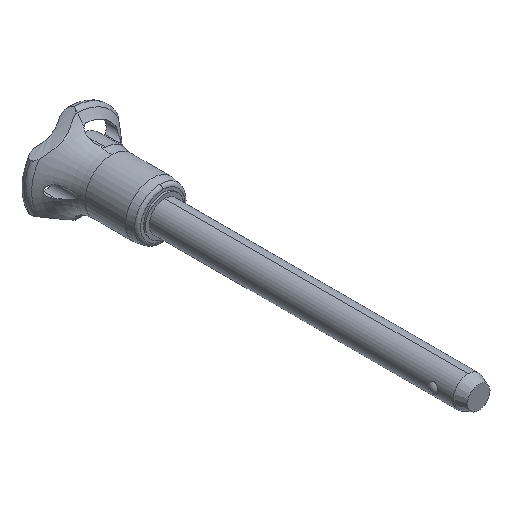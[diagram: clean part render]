
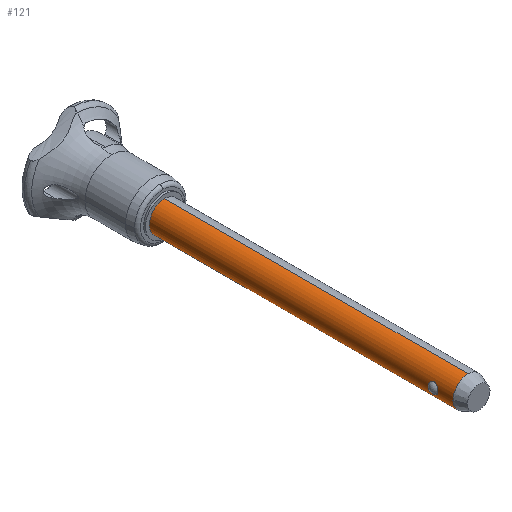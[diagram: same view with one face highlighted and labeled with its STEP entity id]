
A CAD part, isometric view. The second image highlights one B-rep face of the part: STEP entity #121.
In plain terms, the highlighted cylindrical face has radius 3.175 mm (diameter 6.35 mm), a partial arc.
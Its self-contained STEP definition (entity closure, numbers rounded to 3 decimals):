
#121=ADVANCED_FACE('',(#267,#268),#269,.T.);
#267=FACE_OUTER_BOUND('',#439,.T.);
#268=FACE_BOUND('',#440,.T.);
#269=CYLINDRICAL_SURFACE('',#441,3.175);
#439=EDGE_LOOP('',(#748,#749,#750,#751,#752));
#440=EDGE_LOOP('',(#753,#754));
#441=AXIS2_PLACEMENT_3D('',#755,#756,#757);
#748=ORIENTED_EDGE('',*,*,#1054,.F.);
#749=ORIENTED_EDGE('',*,*,#1173,.T.);
#750=ORIENTED_EDGE('',*,*,#1174,.T.);
#751=ORIENTED_EDGE('',*,*,#1056,.F.);
#752=ORIENTED_EDGE('',*,*,#1175,.F.);
#753=ORIENTED_EDGE('',*,*,#1176,.T.);
#754=ORIENTED_EDGE('',*,*,#1177,.T.);
#755=CARTESIAN_POINT('',(0.,-32.893,0.0));
#756=DIRECTION('',(0.,1.0,0.0));
#757=DIRECTION('',(0.0,0.0,-1.0));
#1054=EDGE_CURVE('',#1259,#1260,#1261,.T.);
#1056=EDGE_CURVE('',#1262,#1264,#1265,.T.);
#1173=EDGE_CURVE('',#1259,#1456,#1457,.T.);
#1174=EDGE_CURVE('',#1456,#1264,#1458,.T.);
#1175=EDGE_CURVE('',#1260,#1262,#1459,.T.);
#1176=EDGE_CURVE('',#1460,#1461,#1462,.T.);
#1177=EDGE_CURVE('',#1461,#1460,#1463,.T.);
#1259=VERTEX_POINT('',#1565);
#1260=VERTEX_POINT('',#1566);
#1261=LINE('',#1567,#1568);
#1262=VERTEX_POINT('',#1569);
#1264=VERTEX_POINT('',#1571);
#1265=LINE('',#1572,#1573);
#1456=VERTEX_POINT('',#2908);
#1457=CIRCLE('',#2909,3.175);
#1458=CIRCLE('',#2910,3.175);
#1459=CIRCLE('',#2911,3.175);
#1460=VERTEX_POINT('',#2912);
#1461=VERTEX_POINT('',#2913);
#1462=B_SPLINE_CURVE_WITH_KNOTS('',3,(#2914,#2915,#2916,#2917,#2918,#2919,#2920,#2921,#2922,#2923,#2924,#2925,#2926,#2927,#2928,#2929,#2930,#2931,#2932,#2933,#2934,#2935,#2936,#2937,#2938,#2939),.UNSPECIFIED.,.F.,.F.,(4,2,2,2,2,2,2,2,2,2,2,2,4),(0.0,0.342,0.684,0.852,1.02,1.311,1.601,1.892,2.183,2.351,2.519,2.861,3.203),.UNSPECIFIED.);
#1463=B_SPLINE_CURVE_WITH_KNOTS('',3,(#2940,#2941,#2942,#2943,#2944,#2945,#2946,#2947,#2948,#2949,#2950,#2951,#2952,#2953,#2954,#2955,#2956,#2957,#2958,#2959,#2960,#2961,#2962,#2963,#2964,#2965),.UNSPECIFIED.,.F.,.F.,(4,2,2,2,2,2,2,2,2,2,2,2,4),(3.203,3.545,3.887,4.055,4.223,4.514,4.804,5.095,5.386,5.554,5.722,6.064,6.406),.UNSPECIFIED.);
#1565=CARTESIAN_POINT('',(0.,-63.576,-3.175));
#1566=CARTESIAN_POINT('',(0.,0.0,-3.175));
#1567=CARTESIAN_POINT('',(0.,-32.893,-3.175));
#1568=VECTOR('',#3738,1.0);
#1569=CARTESIAN_POINT('',(0.,0.,3.175));
#1571=CARTESIAN_POINT('',(0.,-63.576,3.175));
#1572=CARTESIAN_POINT('',(0.,-32.893,3.175));
#1573=VECTOR('',#3742,1.0);
#2908=CARTESIAN_POINT('',(-3.175,-63.576,0.));
#2909=AXIS2_PLACEMENT_3D('',#3881,#3882,#3883);
#2910=AXIS2_PLACEMENT_3D('',#3884,#3885,#3886);
#2911=AXIS2_PLACEMENT_3D('',#3887,#3888,#3889);
#2912=CARTESIAN_POINT('',(-2.97,-59.416,1.123));
#2913=CARTESIAN_POINT('',(-2.97,-59.416,-1.123));
#2914=CARTESIAN_POINT('',(-2.97,-59.416,1.123));
#2915=CARTESIAN_POINT('',(-2.97,-59.53,1.123));
#2916=CARTESIAN_POINT('',(-2.979,-59.651,1.1));
#2917=CARTESIAN_POINT('',(-3.011,-59.874,1.01));
#2918=CARTESIAN_POINT('',(-3.033,-59.976,0.942));
#2919=CARTESIAN_POINT('',(-3.065,-60.098,0.828));
#2920=CARTESIAN_POINT('',(-3.077,-60.138,0.783));
#2921=CARTESIAN_POINT('',(-3.1,-60.211,0.687));
#2922=CARTESIAN_POINT('',(-3.111,-60.243,0.636));
#2923=CARTESIAN_POINT('',(-3.136,-60.315,0.503));
#2924=CARTESIAN_POINT('',(-3.151,-60.352,0.405));
#2925=CARTESIAN_POINT('',(-3.17,-60.402,0.202));
#2926=CARTESIAN_POINT('',(-3.175,-60.413,0.097));
#2927=CARTESIAN_POINT('',(-3.175,-60.413,-0.097));
#2928=CARTESIAN_POINT('',(-3.17,-60.402,-0.202));
#2929=CARTESIAN_POINT('',(-3.151,-60.352,-0.405));
#2930=CARTESIAN_POINT('',(-3.136,-60.315,-0.503));
#2931=CARTESIAN_POINT('',(-3.111,-60.243,-0.636));
#2932=CARTESIAN_POINT('',(-3.1,-60.211,-0.687));
#2933=CARTESIAN_POINT('',(-3.077,-60.138,-0.783));
#2934=CARTESIAN_POINT('',(-3.065,-60.098,-0.828));
#2935=CARTESIAN_POINT('',(-3.033,-59.976,-0.942));
#2936=CARTESIAN_POINT('',(-3.011,-59.874,-1.01));
#2937=CARTESIAN_POINT('',(-2.979,-59.651,-1.1));
#2938=CARTESIAN_POINT('',(-2.97,-59.53,-1.123));
#2939=CARTESIAN_POINT('',(-2.97,-59.416,-1.123));
#2940=CARTESIAN_POINT('',(-2.97,-59.416,-1.123));
#2941=CARTESIAN_POINT('',(-2.97,-59.302,-1.123));
#2942=CARTESIAN_POINT('',(-2.979,-59.181,-1.1));
#2943=CARTESIAN_POINT('',(-3.011,-58.959,-1.01));
#2944=CARTESIAN_POINT('',(-3.033,-58.857,-0.942));
#2945=CARTESIAN_POINT('',(-3.065,-58.735,-0.828));
#2946=CARTESIAN_POINT('',(-3.077,-58.695,-0.783));
#2947=CARTESIAN_POINT('',(-3.1,-58.622,-0.687));
#2948=CARTESIAN_POINT('',(-3.111,-58.589,-0.636));
#2949=CARTESIAN_POINT('',(-3.136,-58.518,-0.503));
#2950=CARTESIAN_POINT('',(-3.151,-58.481,-0.405));
#2951=CARTESIAN_POINT('',(-3.17,-58.431,-0.202));
#2952=CARTESIAN_POINT('',(-3.175,-58.42,-0.097));
#2953=CARTESIAN_POINT('',(-3.175,-58.42,0.097));
#2954=CARTESIAN_POINT('',(-3.17,-58.431,0.202));
#2955=CARTESIAN_POINT('',(-3.151,-58.481,0.405));
#2956=CARTESIAN_POINT('',(-3.136,-58.518,0.503));
#2957=CARTESIAN_POINT('',(-3.111,-58.589,0.636));
#2958=CARTESIAN_POINT('',(-3.1,-58.622,0.687));
#2959=CARTESIAN_POINT('',(-3.077,-58.695,0.783));
#2960=CARTESIAN_POINT('',(-3.065,-58.735,0.828));
#2961=CARTESIAN_POINT('',(-3.033,-58.857,0.942));
#2962=CARTESIAN_POINT('',(-3.011,-58.959,1.01));
#2963=CARTESIAN_POINT('',(-2.979,-59.181,1.1));
#2964=CARTESIAN_POINT('',(-2.97,-59.302,1.123));
#2965=CARTESIAN_POINT('',(-2.97,-59.416,1.123));
#3738=DIRECTION('',(0.,1.0,0.0));
#3742=DIRECTION('',(0.,-1.0,-0.0));
#3881=CARTESIAN_POINT('',(0.,-63.576,0.0));
#3882=DIRECTION('',(0.,1.0,0.));
#3883=DIRECTION('',(0.,0.,-1.0));
#3884=CARTESIAN_POINT('',(0.,-63.576,0.0));
#3885=DIRECTION('',(0.,1.0,0.));
#3886=DIRECTION('',(0.,0.,-1.0));
#3887=CARTESIAN_POINT('',(0.,0.0,0.0));
#3888=DIRECTION('',(0.,1.0,0.0));
#3889=DIRECTION('',(0.0,0.0,-1.0));
